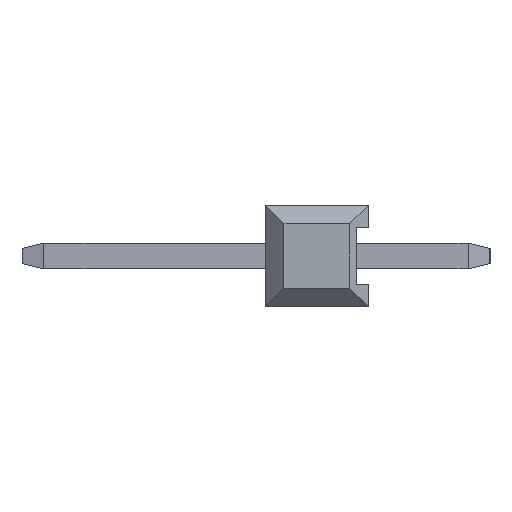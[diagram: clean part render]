
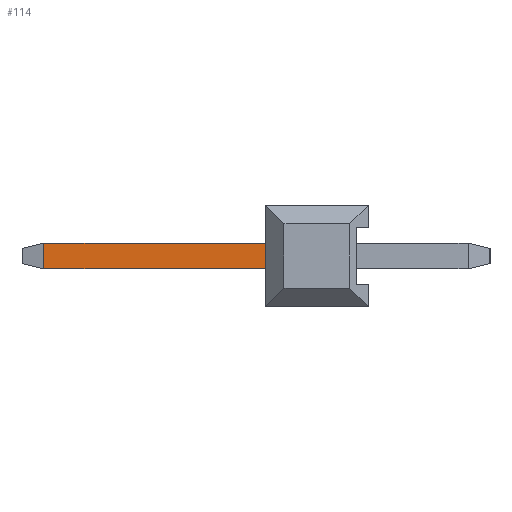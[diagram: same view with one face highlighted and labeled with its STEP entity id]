
A CAD part, left-side view. The second image highlights one B-rep face of the part: STEP entity #114.
In plain terms, the highlighted planar face has unit normal (-1, 0, 0).
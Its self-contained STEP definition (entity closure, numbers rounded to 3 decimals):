
#114 = ADVANCED_FACE ( 'NONE', ( #1335 ), #2998, .T. ) ;
#1335 = FACE_OUTER_BOUND ( 'NONE', #3867, .T. ) ;
#1496 = AXIS2_PLACEMENT_3D ( 'NONE', #2999, #3000, #3001 ) ;
#2998 = PLANE ( 'NONE',  #1496 ) ;
#2999 = CARTESIAN_POINT ( 'NONE',  ( -0.32, 8.54, 0.32 ) ) ;
#3000 = DIRECTION ( 'NONE',  ( -1., 0., 0. ) ) ;
#3001 = DIRECTION ( 'NONE',  ( 0., 0., 1. ) ) ;
#3257 = VERTEX_POINT ( 'NONE', #11902 ) ;
#3665 = ORIENTED_EDGE ( 'NONE', *, *, #6326, .T. ) ;
#3710 = ORIENTED_EDGE ( 'NONE', *, *, #20954, .T. ) ;
#3715 = ORIENTED_EDGE ( 'NONE', *, *, #21068, .T. ) ;
#3720 = ORIENTED_EDGE ( 'NONE', *, *, #20971, .F. ) ;
#3867 = EDGE_LOOP ( 'NONE', ( #3720, #3710, #3715, #3665 ) ) ;
#4417 = VERTEX_POINT ( 'NONE', #12437 ) ;
#4418 = VERTEX_POINT ( 'NONE', #12438 ) ;
#5803 = VERTEX_POINT ( 'NONE', #12439 ) ;
#6326 = EDGE_CURVE ( 'NONE', #4417, #4418, #12842, .T. ) ;
#11500 = VECTOR ( 'NONE', #12844, 1000. ) ;
#11902 = CARTESIAN_POINT ( 'NONE',  ( -0.32, 7.999, -0.32 ) ) ;
#12437 = CARTESIAN_POINT ( 'NONE',  ( -0.32, 2.54, -0.32 ) ) ;
#12438 = CARTESIAN_POINT ( 'NONE',  ( -0.32, 2.54, 0.32 ) ) ;
#12439 = CARTESIAN_POINT ( 'NONE',  ( -0.32, 7.999, 0.32 ) ) ;
#12842 = LINE ( 'NONE', #12843, #11500 ) ;
#12843 = CARTESIAN_POINT ( 'NONE',  ( -0.32, 2.54, -0.32 ) ) ;
#12844 = DIRECTION ( 'NONE',  ( 0., 0., 1. ) ) ;
#16785 = VECTOR ( 'NONE', #17810, 1000. ) ;
#16850 = VECTOR ( 'NONE', #17981, 1000. ) ;
#17808 = LINE ( 'NONE', #17809, #16785 ) ;
#17809 = CARTESIAN_POINT ( 'NONE',  ( -0.32, 7.999, 0.32 ) ) ;
#17810 = DIRECTION ( 'NONE',  ( 0., 0., -1. ) ) ;
#17979 = LINE ( 'NONE', #17980, #16850 ) ;
#17980 = CARTESIAN_POINT ( 'NONE',  ( -0.32, 8.54, 0.32 ) ) ;
#17981 = DIRECTION ( 'NONE',  ( 0., -1., 0. ) ) ;
#18828 = VECTOR ( 'NONE', #19628, 1000. ) ;
#19626 = LINE ( 'NONE', #19627, #18828 ) ;
#19627 = CARTESIAN_POINT ( 'NONE',  ( -0.32, 8.54, -0.32 ) ) ;
#19628 = DIRECTION ( 'NONE',  ( 0., -1., 0. ) ) ;
#20954 = EDGE_CURVE ( 'NONE', #5803, #3257, #17808, .T. ) ;
#20971 = EDGE_CURVE ( 'NONE', #5803, #4418, #17979, .T. ) ;
#21068 = EDGE_CURVE ( 'NONE', #3257, #4417, #19626, .T. ) ;
